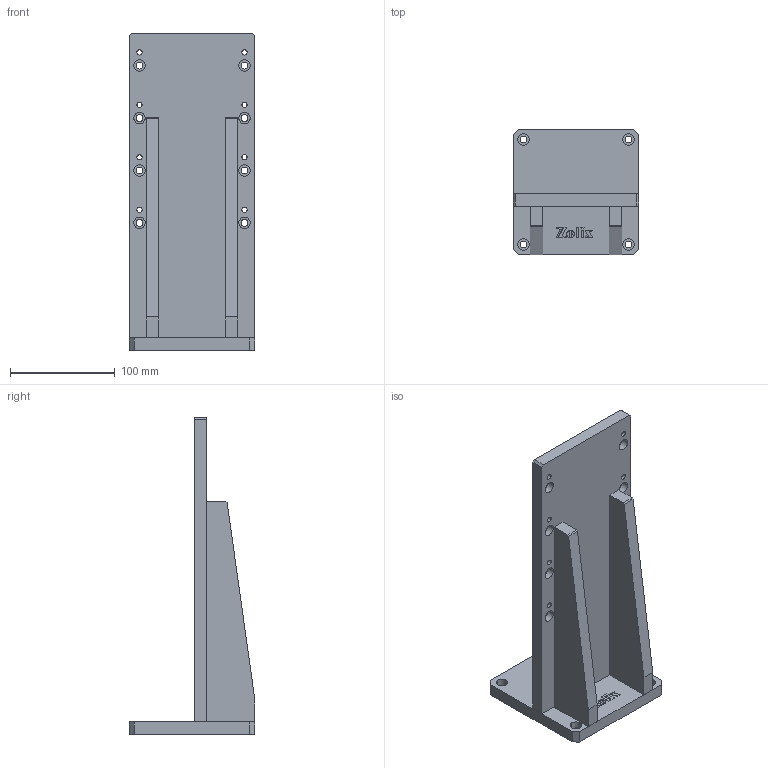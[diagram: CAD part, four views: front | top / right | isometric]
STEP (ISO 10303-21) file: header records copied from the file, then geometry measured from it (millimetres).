
FILE_DESCRIPTION (( 'STEP AP203' ), '1' );
FILE_NAME ('PHOB-A120B.step', '2019-05-08T10:19:09', ( '' ), ( '' ), 'SwSTEP 2.0', 'SolidWorks 2017', '' );
FILE_SCHEMA (( 'CONFIG_CONTROL_DESIGN' ));
Length unit declared in the file: millimetre
Products named in the file (1): PHOB-A120B
Bounding box: 120 x 120 x 302 mm (x, y, z)
Surface area: 154957.2 mm2 (no closed solid volume)
Topology: 0 solids, 27 shells, 356 faces, 1341 edges, 948 vertices
Faces by surface type: plane 196, cylinder 96, torus 32, cone 32
Entity records: 14066 total; most frequent: CARTESIAN_POINT 2614, DIRECTION 2459, ORIENTED_EDGE 2010, EDGE_CURVE 1309, VERTEX_POINT 948, LINE 873, VECTOR 873, AXIS2_PLACEMENT_3D 793
